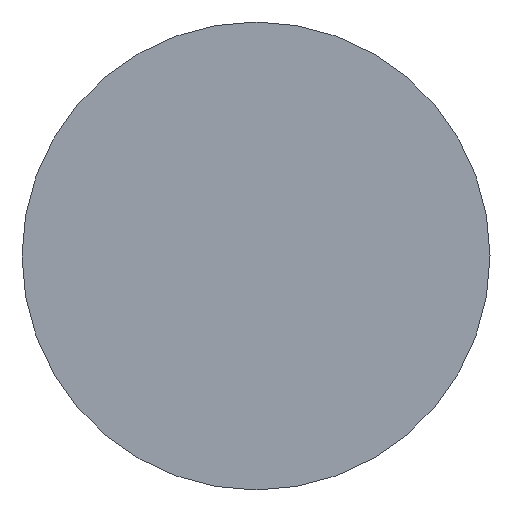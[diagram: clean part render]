
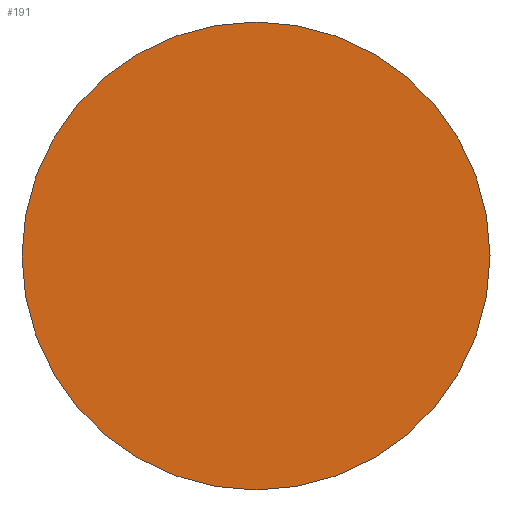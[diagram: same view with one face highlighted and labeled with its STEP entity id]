
A CAD part, front view. The second image highlights one B-rep face of the part: STEP entity #191.
In plain terms, the highlighted planar face has unit normal (0, -1, 0).
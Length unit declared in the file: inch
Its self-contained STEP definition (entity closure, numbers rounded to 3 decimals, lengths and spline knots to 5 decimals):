
#23 = ORIENTED_EDGE ( 'NONE', *, *, #296, .T. ) ;
#31 = FACE_OUTER_BOUND ( 'NONE', #444, .T. ) ;
#61 = CARTESIAN_POINT ( 'NONE',  ( 0., 0., 0.0625 ) ) ;
#69 = CARTESIAN_POINT ( 'NONE',  ( 0., 0., -0.0625 ) ) ;
#87 = DIRECTION ( 'NONE',  ( 0., -1., 0. ) ) ;
#106 = AXIS2_PLACEMENT_3D ( 'NONE', #198, #301, #131 ) ;
#107 = PLANE ( 'NONE',  #106 ) ;
#131 = DIRECTION ( 'NONE',  ( 0., 0., -1. ) ) ;
#164 = VERTEX_POINT ( 'NONE', #61 ) ;
#173 = CIRCLE ( 'NONE', #286, 0.0625 ) ;
#177 = VERTEX_POINT ( 'NONE', #69 ) ;
#191 = ADVANCED_FACE ( 'NONE', ( #31 ), #107, .T. ) ;
#197 = CARTESIAN_POINT ( 'NONE',  ( 0., 0., 0. ) ) ;
#198 = CARTESIAN_POINT ( 'NONE',  ( 0., 0., 0. ) ) ;
#202 = DIRECTION ( 'NONE',  ( 0., 0., -1. ) ) ;
#286 = AXIS2_PLACEMENT_3D ( 'NONE', #398, #432, #379 ) ;
#296 = EDGE_CURVE ( 'NONE', #164, #177, #173, .T. ) ;
#301 = DIRECTION ( 'NONE',  ( 0., -1., 0. ) ) ;
#337 = CIRCLE ( 'NONE', #421, 0.0625 ) ;
#379 = DIRECTION ( 'NONE',  ( 0., 0., -1. ) ) ;
#398 = CARTESIAN_POINT ( 'NONE',  ( 0., 0., 0. ) ) ;
#415 = EDGE_CURVE ( 'NONE', #177, #164, #337, .T. ) ;
#421 = AXIS2_PLACEMENT_3D ( 'NONE', #197, #87, #202 ) ;
#432 = DIRECTION ( 'NONE',  ( 0., -1., 0. ) ) ;
#444 = EDGE_LOOP ( 'NONE', ( #453, #23 ) ) ;
#453 = ORIENTED_EDGE ( 'NONE', *, *, #415, .T. ) ;
